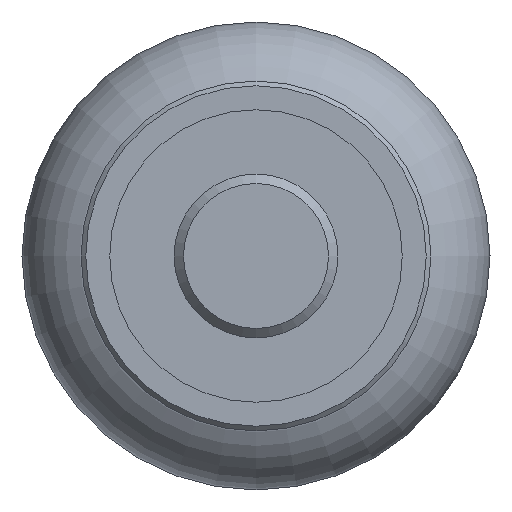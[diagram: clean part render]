
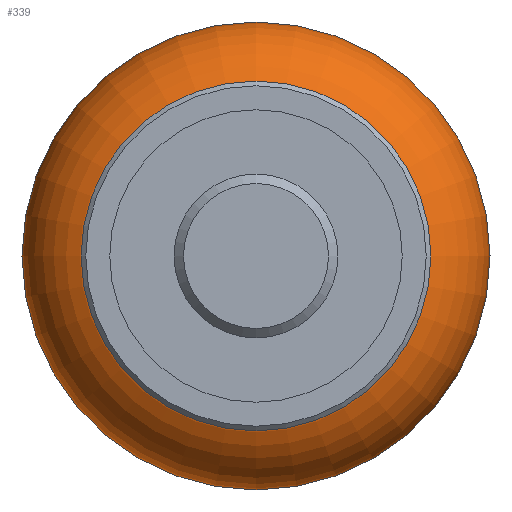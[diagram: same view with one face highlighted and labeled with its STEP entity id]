
A CAD part, left-side view. The second image highlights one B-rep face of the part: STEP entity #339.
In plain terms, the highlighted toroidal (fillet/blend) face has major radius 11.9 mm and minor radius 8.1 mm.
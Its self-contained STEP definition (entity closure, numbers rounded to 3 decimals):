
#50=TOROIDAL_SURFACE('',#381,11.9,8.1);
#68=FACE_BOUND('',#128,.T.);
#91=FACE_OUTER_BOUND('',#127,.T.);
#127=EDGE_LOOP('',(#262));
#128=EDGE_LOOP('',(#263));
#176=CIRCLE('',#380,12.5);
#177=CIRCLE('',#382,20.);
#203=VERTEX_POINT('',#586);
#204=VERTEX_POINT('',#589);
#230=EDGE_CURVE('',#203,#203,#176,.T.);
#231=EDGE_CURVE('',#204,#204,#177,.T.);
#262=ORIENTED_EDGE('',*,*,#231,.F.);
#263=ORIENTED_EDGE('',*,*,#230,.T.);
#339=ADVANCED_FACE('',(#91,#68),#50,.T.);
#380=AXIS2_PLACEMENT_3D('',#587,#458,#459);
#381=AXIS2_PLACEMENT_3D('',#588,#460,#461);
#382=AXIS2_PLACEMENT_3D('',#590,#462,#463);
#458=DIRECTION('center_axis',(1.,0.,0.));
#459=DIRECTION('ref_axis',(0.,1.,0.));
#460=DIRECTION('center_axis',(1.,0.,0.));
#461=DIRECTION('ref_axis',(0.,0.,-1.));
#462=DIRECTION('center_axis',(1.,0.,0.));
#463=DIRECTION('ref_axis',(0.,1.,0.));
#586=CARTESIAN_POINT('',(2.622,12.5,0.));
#587=CARTESIAN_POINT('Origin',(2.622,0.,0.));
#588=CARTESIAN_POINT('Origin',(10.7,0.,0.));
#589=CARTESIAN_POINT('',(10.7,20.,0.));
#590=CARTESIAN_POINT('Origin',(10.7,0.,0.));
